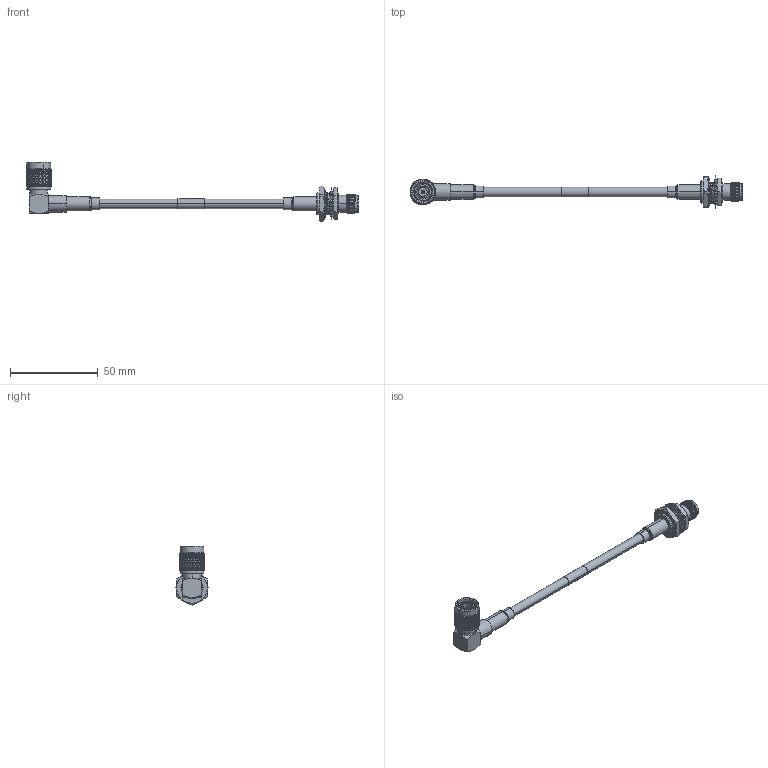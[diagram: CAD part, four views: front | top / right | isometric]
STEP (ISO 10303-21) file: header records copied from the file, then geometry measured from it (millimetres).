
FILE_DESCRIPTION (( 'STEP AP203' ), '1' );
FILE_NAME ('FMCA2766.STEP', '2022-03-09T19:49:09', ( '' ), ( '' ), 'SwSTEP 2.0', 'SolidWorks 2021', '' );
FILE_SCHEMA (( 'CONFIG_CONTROL_DESIGN' ));
Length unit declared in the file: millimetre
Products named in the file (7): FMCN1761; CA-240-MA1_.75" Long; RG223_with label; FMCN1761_FERRULE; FMCA2766; SC4264_1
Assembly tree (7 placements, depth 3):
  FMCA2766
    RG223_with label
    CA-240-MA1_.75" Long  x2
    SC4264_1
    FMCN1761
      FMCN1761
      FMCN1761_FERRULE
Bounding box: 189.25 x 18.34 x 33.7 mm (x, y, z)
Volume: 10347.5 mm3; surface area: 11939.4 mm2
Topology: 11 solids, 12 shells, 2994 faces, 6503 edges, 3552 vertices
Faces by surface type: bspline 2080, cylinder 675, plane 121, cone 96, torus 22
Entity records: 125533 total; most frequent: CARTESIAN_POINT 83601, ORIENTED_EDGE 12918, EDGE_CURVE 6459, VERTEX_POINT 3528, DIRECTION 3163, EDGE_LOOP 3005, ADVANCED_FACE 2972, FACE_OUTER_BOUND 2972
